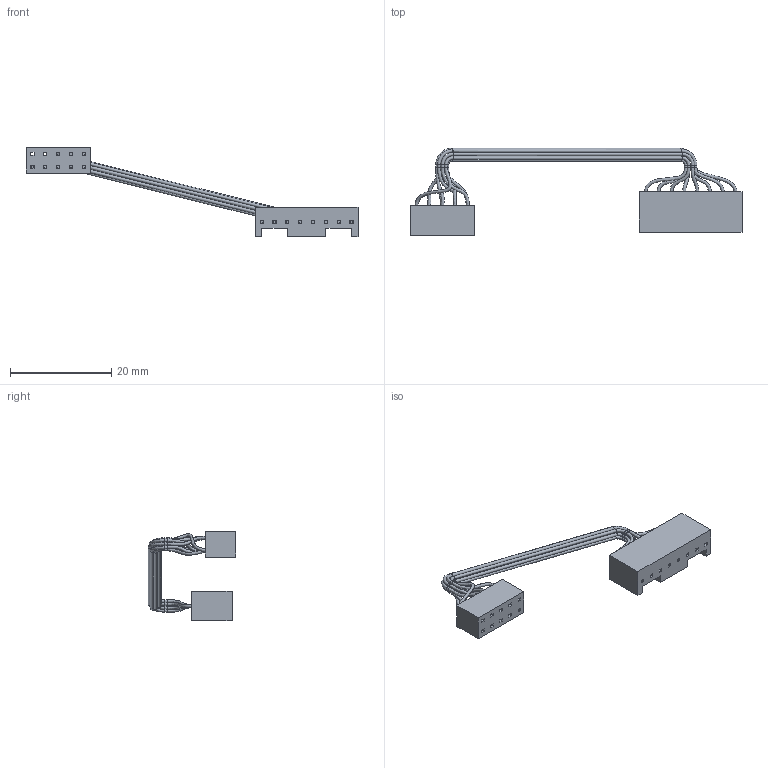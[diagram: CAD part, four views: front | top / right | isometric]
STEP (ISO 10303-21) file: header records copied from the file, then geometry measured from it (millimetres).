
FILE_DESCRIPTION(/* description */ (''),/* implementation_level */ '2;1');
FILE_NAME(/* name */ 'signal_wire.step',/* time_stamp */ '2021-10-20T00:00:00+03:00',/* author */ (''),/* organization */ (''),/* preprocessor_version */ 'ST-DEVELOPER v18.1',/* originating_system */ 'Autodesk Translation Framework v10.10.0.1391',/* authorisation */ '');
FILE_SCHEMA (('AUTOMOTIVE_DESIGN { 1 0 10303 214 3 1 1 }'));
Length unit declared in the file: millimetre
Products named in the file (1): Signal_wire
Bounding box: 65.66 x 17.29 x 17.64 mm (x, y, z)
Volume: 1310 mm3; surface area: 2395.3 mm2
Topology: 10 solids, 10 shells, 164 faces, 453 edges, 309 vertices
Faces by surface type: plane 108, cylinder 24, bspline 16, torus 16
Full cylindrical faces by diameter (mm): 0.6 x24
Entity records: 7766 total; most frequent: CARTESIAN_POINT 3348, ORIENTED_EDGE 906, DIRECTION 884, EDGE_CURVE 453, VERTEX_POINT 309, AXIS2_PLACEMENT_3D 298, LINE 288, VECTOR 288
